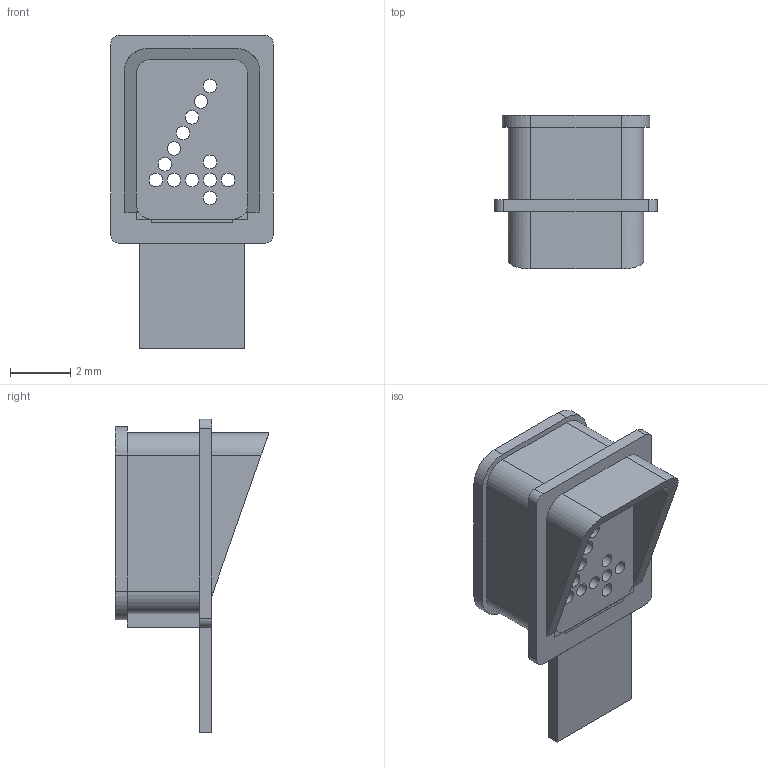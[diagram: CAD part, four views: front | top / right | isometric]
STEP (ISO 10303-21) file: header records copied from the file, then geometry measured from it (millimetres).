
FILE_DESCRIPTION(('FreeCAD Model'),'2;1');
FILE_NAME('Open CASCADE Shape Model','2024-01-26T13:52:53',('FreeCAD'),( 'FreeCAD'),'Open CASCADE STEP processor 7.5','FreeCAD','Unknown');
FILE_SCHEMA(('AUTOMOTIVE_DESIGN { 1 0 10303 214 1 1 1 1 }'));
Length unit declared in the file: millimetre
Products named in the file (1): Open CASCADE STEP translator 7.5 1
Bounding box: 5.4 x 5.1 x 10.4 mm (x, y, z)
Volume: 51.8 mm3; surface area: 285.9 mm2
Topology: 3 solids, 3 shells, 81 faces, 226 edges, 152 vertices
Faces by surface type: plane 48, cylinder 33
Full cylindrical faces by diameter (mm): 0.45 x13
Entity records: 5746 total; most frequent: CARTESIAN_POINT 1124, DIRECTION 880, LINE 522, VECTOR 522, ORIENTED_EDGE 452, PCURVE 452, DEFINITIONAL_REPRESENTATION 452, EDGE_CURVE 226
